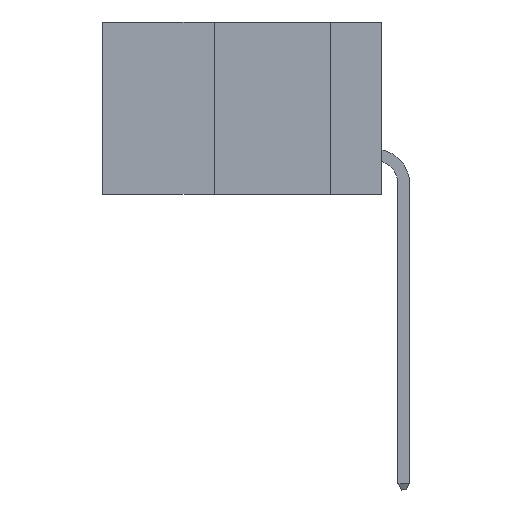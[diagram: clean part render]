
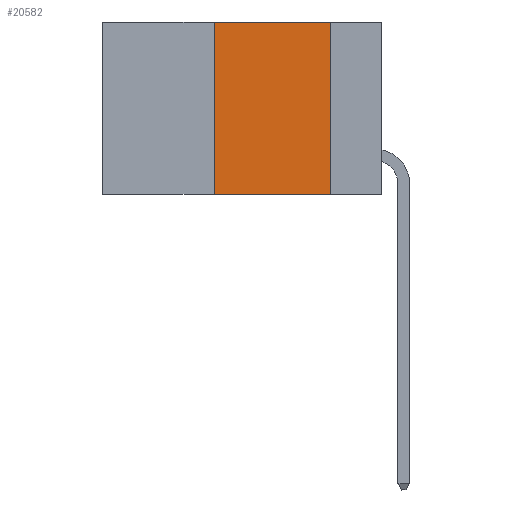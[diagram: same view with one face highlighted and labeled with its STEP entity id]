
A CAD part, left-side view. The second image highlights one B-rep face of the part: STEP entity #20582.
In plain terms, the highlighted planar face has unit normal (-1, 0, 0).
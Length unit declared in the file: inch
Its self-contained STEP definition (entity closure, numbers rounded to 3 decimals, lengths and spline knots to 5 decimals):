
#185 = LINE ( 'NONE', #15329, #37152 ) ;
#2563 = DIRECTION ( 'NONE',  ( 0., 0., -1. ) ) ;
#2597 = VERTEX_POINT ( 'NONE', #18310 ) ;
#5151 = CARTESIAN_POINT ( 'NONE',  ( 0., 0.11, -0.37 ) ) ;
#5910 = VECTOR ( 'NONE', #42374, 39.37008 ) ;
#6877 = DIRECTION ( 'NONE',  ( 0., 0., 1. ) ) ;
#8344 = ORIENTED_EDGE ( 'NONE', *, *, #39190, .F. ) ;
#8393 = LINE ( 'NONE', #43753, #41258 ) ;
#8449 = ORIENTED_EDGE ( 'NONE', *, *, #37131, .F. ) ;
#9053 = CARTESIAN_POINT ( 'NONE',  ( 0., 0.6, 0. ) ) ;
#9912 = ORIENTED_EDGE ( 'NONE', *, *, #32755, .T. ) ;
#9945 = CARTESIAN_POINT ( 'NONE',  ( 0., 0.36, 0. ) ) ;
#10896 = CARTESIAN_POINT ( 'NONE',  ( 0., 0.36, -0.37 ) ) ;
#14590 = FACE_OUTER_BOUND ( 'NONE', #41043, .T. ) ;
#15329 = CARTESIAN_POINT ( 'NONE',  ( 0., 0.11, 0. ) ) ;
#15805 = LINE ( 'NONE', #35169, #5910 ) ;
#15923 = EDGE_CURVE ( 'NONE', #45186, #2597, #8393, .T. ) ;
#18310 = CARTESIAN_POINT ( 'NONE',  ( 0., 0.11, 0. ) ) ;
#20538 = DIRECTION ( 'NONE',  ( 1., 0., 0. ) ) ;
#20582 = ADVANCED_FACE ( 'NONE', ( #14590 ), #42967, .F. ) ;
#23283 = VERTEX_POINT ( 'NONE', #5151 ) ;
#26478 = AXIS2_PLACEMENT_3D ( 'NONE', #9053, #20538, #2563 ) ;
#26740 = CARTESIAN_POINT ( 'NONE',  ( 0., 0.36, 0. ) ) ;
#30740 = VECTOR ( 'NONE', #6877, 39.37008 ) ;
#32755 = EDGE_CURVE ( 'NONE', #38323, #23283, #15805, .T. ) ;
#34936 = ORIENTED_EDGE ( 'NONE', *, *, #15923, .F. ) ;
#35169 = CARTESIAN_POINT ( 'NONE',  ( 0., 0.6, -0.37 ) ) ;
#35546 = LINE ( 'NONE', #9945, #30740 ) ;
#37131 = EDGE_CURVE ( 'NONE', #38323, #45186, #35546, .T. ) ;
#37152 = VECTOR ( 'NONE', #37727, 39.37008 ) ;
#37727 = DIRECTION ( 'NONE',  ( 0., 0., -1. ) ) ;
#38323 = VERTEX_POINT ( 'NONE', #10896 ) ;
#39190 = EDGE_CURVE ( 'NONE', #2597, #23283, #185, .T. ) ;
#40199 = DIRECTION ( 'NONE',  ( 0., -1., 0. ) ) ;
#41043 = EDGE_LOOP ( 'NONE', ( #8344, #34936, #8449, #9912 ) ) ;
#41258 = VECTOR ( 'NONE', #40199, 39.37008 ) ;
#42374 = DIRECTION ( 'NONE',  ( 0., -1., 0. ) ) ;
#42967 = PLANE ( 'NONE',  #26478 ) ;
#43753 = CARTESIAN_POINT ( 'NONE',  ( 0., 0.6, 0. ) ) ;
#45186 = VERTEX_POINT ( 'NONE', #26740 ) ;
